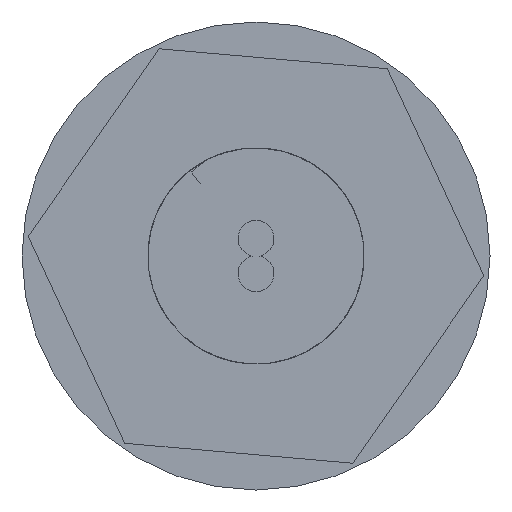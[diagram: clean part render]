
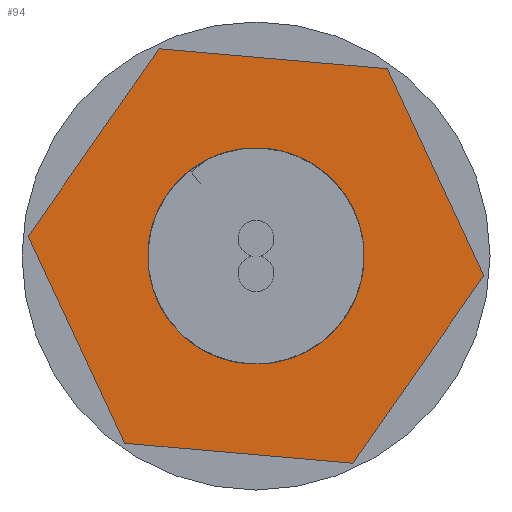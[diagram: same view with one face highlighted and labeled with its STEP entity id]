
A CAD part, left-side view. The second image highlights one B-rep face of the part: STEP entity #94.
In plain terms, the highlighted planar face has unit normal (-1, 0, 0).
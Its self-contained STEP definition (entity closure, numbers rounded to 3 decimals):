
#36=PLANE('',#775);
#60=FACE_BOUND('',#190,.T.);
#61=FACE_BOUND('',#191,.T.);
#94=ADVANCED_FACE('',(#60,#61),#36,.F.);
#190=EDGE_LOOP('',(#387,#388,#389,#390,#391,#392));
#191=EDGE_LOOP('',(#393,#394,#395,#396));
#243=LINE('',#3514,#286);
#244=LINE('',#3517,#287);
#245=LINE('',#3519,#288);
#246=LINE('',#3521,#289);
#247=LINE('',#3523,#290);
#248=LINE('',#3525,#291);
#286=VECTOR('',#854,1.);
#287=VECTOR('',#855,1.);
#288=VECTOR('',#856,1.);
#289=VECTOR('',#857,1.);
#290=VECTOR('',#858,1.);
#291=VECTOR('',#859,1.);
#328=B_SPLINE_CURVE_WITH_KNOTS('',3,(#1426,#1427,#1428,#1429,#1430,#1431,
#1432,#1433,#1434,#1435,#1436,#1437,#1438,#1439,#1440,#1441,#1442,#1443,
#1444),.UNSPECIFIED.,.F.,.F.,(4,3,3,3,3,3,4),(0.,0.16,0.36,
0.553,0.74,0.92,1.),.UNSPECIFIED.);
#331=B_SPLINE_CURVE_WITH_KNOTS('',3,(#2455,#2456,#2457,#2458,#2459,#2460,
#2461,#2462,#2463,#2464,#2465,#2466,#2467,#2468,#2469,#2470,#2471,#2472,
#2473),.UNSPECIFIED.,.F.,.F.,(4,3,3,3,3,3,4),(0.,0.13,0.299,
0.474,0.655,0.841,1.),.UNSPECIFIED.);
#387=ORIENTED_EDGE('',*,*,#652,.F.);
#388=ORIENTED_EDGE('',*,*,#653,.F.);
#389=ORIENTED_EDGE('',*,*,#654,.F.);
#390=ORIENTED_EDGE('',*,*,#655,.F.);
#391=ORIENTED_EDGE('',*,*,#656,.F.);
#392=ORIENTED_EDGE('',*,*,#657,.F.);
#393=ORIENTED_EDGE('',*,*,#643,.T.);
#394=ORIENTED_EDGE('',*,*,#635,.T.);
#395=ORIENTED_EDGE('',*,*,#640,.T.);
#396=ORIENTED_EDGE('',*,*,#647,.F.);
#565=VERTEX_POINT('',#1008);
#566=VERTEX_POINT('',#1009);
#570=VERTEX_POINT('',#1445);
#572=VERTEX_POINT('',#2474);
#577=VERTEX_POINT('',#3515);
#578=VERTEX_POINT('',#3516);
#579=VERTEX_POINT('',#3518);
#580=VERTEX_POINT('',#3520);
#581=VERTEX_POINT('',#3522);
#582=VERTEX_POINT('',#3524);
#635=EDGE_CURVE('',#565,#566,#738,.T.);
#640=EDGE_CURVE('',#566,#570,#328,.T.);
#643=EDGE_CURVE('',#572,#565,#331,.T.);
#647=EDGE_CURVE('',#572,#570,#740,.T.);
#652=EDGE_CURVE('',#577,#578,#243,.T.);
#653=EDGE_CURVE('',#579,#577,#244,.T.);
#654=EDGE_CURVE('',#580,#579,#245,.T.);
#655=EDGE_CURVE('',#581,#580,#246,.T.);
#656=EDGE_CURVE('',#582,#581,#247,.T.);
#657=EDGE_CURVE('',#578,#582,#248,.T.);
#738=CIRCLE('',#766,1.5);
#740=CIRCLE('',#769,1.25);
#766=AXIS2_PLACEMENT_3D('',#1007,#833,#834);
#769=AXIS2_PLACEMENT_3D('',#3504,#840,#841);
#775=AXIS2_PLACEMENT_3D('',#3526,#860,#861);
#833=DIRECTION('',(1.,0.,0.));
#834=DIRECTION('',(0.,0.,-1.));
#840=DIRECTION('',(-1.,0.,0.));
#841=DIRECTION('',(0.,0.,-1.));
#854=DIRECTION('',(0.,-0.574,0.819));
#855=DIRECTION('',(0.,0.423,0.906));
#856=DIRECTION('',(0.,0.996,0.087));
#857=DIRECTION('',(0.,0.574,-0.819));
#858=DIRECTION('',(0.,-0.423,-0.906));
#859=DIRECTION('',(0.,-0.996,-0.087));
#860=DIRECTION('',(1.,0.,0.));
#861=DIRECTION('',(0.,0.,-1.));
#1007=CARTESIAN_POINT('',(2.,0.,0.));
#1008=CARTESIAN_POINT('',(2.,0.67,1.342));
#1009=CARTESIAN_POINT('',(2.,-0.67,1.342));
#1426=CARTESIAN_POINT('',(2.,-0.67,1.342));
#1427=CARTESIAN_POINT('',(2.,-0.784,1.272));
#1428=CARTESIAN_POINT('',(2.,-0.888,1.185));
#1429=CARTESIAN_POINT('',(2.,-0.979,1.087));
#1430=CARTESIAN_POINT('',(2.,-1.091,0.965));
#1431=CARTESIAN_POINT('',(2.,-1.184,0.821));
#1432=CARTESIAN_POINT('',(2.,-1.247,0.668));
#1433=CARTESIAN_POINT('',(2.,-1.309,0.52));
#1434=CARTESIAN_POINT('',(2.,-1.346,0.359));
#1435=CARTESIAN_POINT('',(2.,-1.353,0.198));
#1436=CARTESIAN_POINT('',(2.,-1.36,0.043));
#1437=CARTESIAN_POINT('',(2.,-1.34,-0.115));
#1438=CARTESIAN_POINT('',(2.,-1.293,-0.263));
#1439=CARTESIAN_POINT('',(2.,-1.248,-0.406));
#1440=CARTESIAN_POINT('',(2.,-1.178,-0.543));
#1441=CARTESIAN_POINT('',(2.,-1.086,-0.662));
#1442=CARTESIAN_POINT('',(2.,-1.045,-0.715));
#1443=CARTESIAN_POINT('',(2.,-1.,-0.765));
#1444=CARTESIAN_POINT('',(2.,-0.951,-0.811));
#1445=CARTESIAN_POINT('',(2.,-0.951,-0.811));
#2455=CARTESIAN_POINT('',(2.,0.951,-0.811));
#2456=CARTESIAN_POINT('',(2.,1.03,-0.737));
#2457=CARTESIAN_POINT('',(2.,1.1,-0.651));
#2458=CARTESIAN_POINT('',(2.,1.157,-0.559));
#2459=CARTESIAN_POINT('',(2.,1.232,-0.44));
#2460=CARTESIAN_POINT('',(2.,1.287,-0.306));
#2461=CARTESIAN_POINT('',(2.,1.319,-0.169));
#2462=CARTESIAN_POINT('',(2.,1.352,-0.028));
#2463=CARTESIAN_POINT('',(2.,1.362,0.121));
#2464=CARTESIAN_POINT('',(2.,1.348,0.266));
#2465=CARTESIAN_POINT('',(2.,1.334,0.416));
#2466=CARTESIAN_POINT('',(2.,1.294,0.565));
#2467=CARTESIAN_POINT('',(2.,1.233,0.702));
#2468=CARTESIAN_POINT('',(2.,1.17,0.843));
#2469=CARTESIAN_POINT('',(2.,1.082,0.976));
#2470=CARTESIAN_POINT('',(2.,0.976,1.09));
#2471=CARTESIAN_POINT('',(2.,0.886,1.187));
#2472=CARTESIAN_POINT('',(2.,0.783,1.272));
#2473=CARTESIAN_POINT('',(2.,0.67,1.342));
#2474=CARTESIAN_POINT('',(2.,0.951,-0.811));
#3504=CARTESIAN_POINT('',(2.,0.,0.));
#3514=CARTESIAN_POINT('',(2.,3.163,0.277));
#3515=CARTESIAN_POINT('',(2.,3.163,0.277));
#3516=CARTESIAN_POINT('',(2.,1.342,2.878));
#3517=CARTESIAN_POINT('',(2.,1.821,-2.601));
#3518=CARTESIAN_POINT('',(2.,1.821,-2.601));
#3519=CARTESIAN_POINT('',(2.,-1.342,-2.878));
#3520=CARTESIAN_POINT('',(2.,-1.342,-2.878));
#3521=CARTESIAN_POINT('',(2.,-3.163,-0.277));
#3522=CARTESIAN_POINT('',(2.,-3.163,-0.277));
#3523=CARTESIAN_POINT('',(2.,-1.821,2.601));
#3524=CARTESIAN_POINT('',(2.,-1.821,2.601));
#3525=CARTESIAN_POINT('',(2.,1.342,2.878));
#3526=CARTESIAN_POINT('',(2.,0.,0.));
